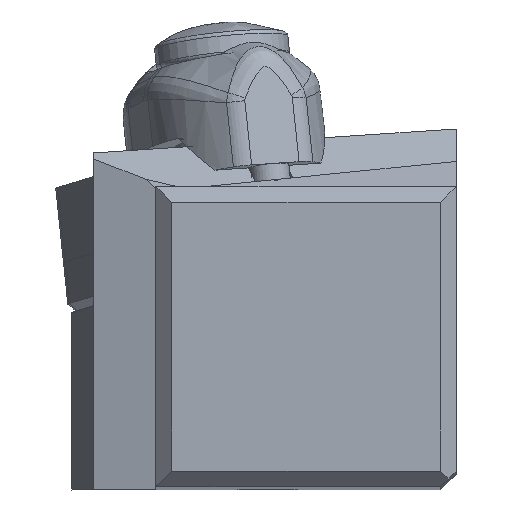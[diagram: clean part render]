
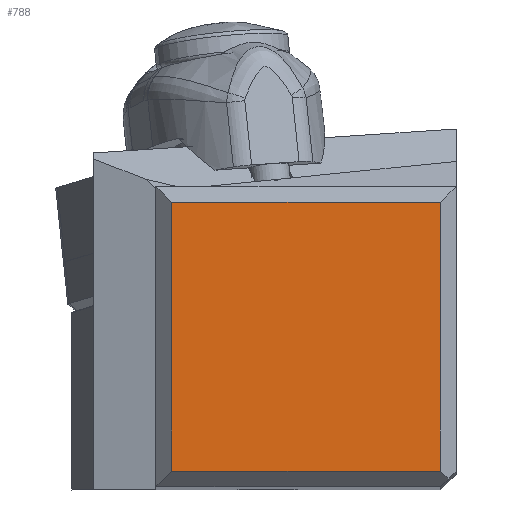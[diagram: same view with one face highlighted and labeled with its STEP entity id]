
A CAD part, top view. The second image highlights one B-rep face of the part: STEP entity #788.
In plain terms, the highlighted planar face has unit normal (0, 0, 1).
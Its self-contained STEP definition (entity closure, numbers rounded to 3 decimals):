
#529=FACE_OUTER_BOUND('',#1156,.T.);
#788=ADVANCED_FACE('',(#529),#1049,.T.);
#1049=PLANE('',#5071);
#1156=EDGE_LOOP('',(#1571,#1572,#1573,#1574));
#1571=ORIENTED_EDGE('',*,*,#3453,.F.);
#1572=ORIENTED_EDGE('',*,*,#3460,.F.);
#1573=ORIENTED_EDGE('',*,*,#3517,.T.);
#1574=ORIENTED_EDGE('',*,*,#3518,.F.);
#2946=VERTEX_POINT('',#6778);
#2947=VERTEX_POINT('',#6780);
#2951=VERTEX_POINT('',#6792);
#2990=VERTEX_POINT('',#6903);
#3453=EDGE_CURVE('',#2946,#2947,#4482,.T.);
#3460=EDGE_CURVE('',#2951,#2946,#4489,.T.);
#3517=EDGE_CURVE('',#2951,#2990,#4534,.T.);
#3518=EDGE_CURVE('',#2947,#2990,#4535,.T.);
#4482=LINE('',#6779,#4735);
#4489=LINE('',#6793,#4742);
#4534=LINE('',#6904,#4787);
#4535=LINE('',#6906,#4788);
#4735=VECTOR('',#5580,1.);
#4742=VECTOR('',#5591,1.);
#4787=VECTOR('',#5690,1.);
#4788=VECTOR('',#5693,1.);
#5071=AXIS2_PLACEMENT_3D('',#6907,#5694,#5695);
#5580=DIRECTION('',(-1.,0.,0.));
#5591=DIRECTION('',(0.,-1.,0.));
#5690=DIRECTION('',(-1.,0.,0.));
#5693=DIRECTION('',(0.,1.,0.));
#5694=DIRECTION('',(0.,0.,1.));
#5695=DIRECTION('',(-1.,0.,0.));
#6778=CARTESIAN_POINT('',(-1.,1.,0.));
#6779=CARTESIAN_POINT('',(-1.,1.,0.));
#6780=CARTESIAN_POINT('',(-18.05,1.,0.));
#6792=CARTESIAN_POINT('',(-1.,18.05,0.));
#6793=CARTESIAN_POINT('',(-1.,18.05,0.));
#6903=CARTESIAN_POINT('',(-18.05,18.05,0.));
#6904=CARTESIAN_POINT('',(-1.,18.05,0.));
#6906=CARTESIAN_POINT('',(-18.05,1.,0.));
#6907=CARTESIAN_POINT('',(-9.525,9.525,0.));
